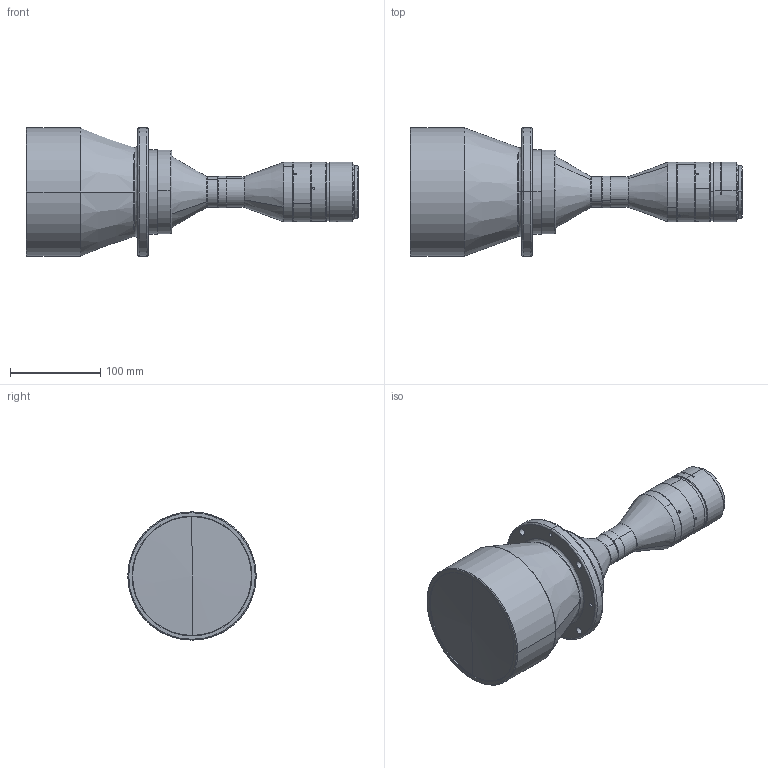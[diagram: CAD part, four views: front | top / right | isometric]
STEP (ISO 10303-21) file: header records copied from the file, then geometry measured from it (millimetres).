
FILE_DESCRIPTION (( 'STEP AP203' ), '1' );
FILE_NAME ('DTCM71M-100H-M58-AL.STEP', '2020-11-12T12:48:45', ( '' ), ( '' ), 'SwSTEP 2.0', 'SolidWorks 2017', '' );
FILE_SCHEMA (( 'CONFIG_CONTROL_DESIGN' ));
Length unit declared in the file: millimetre
Products named in the file (1): DTCM71M-100H-M58-AL
Bounding box: 367.41 x 142 x 142 mm (x, y, z)
Volume: 2525035.4 mm3; surface area: 140900.5 mm2
Topology: 1 solids, 2 shells, 151 faces, 367 edges, 235 vertices
Faces by surface type: cylinder 76, cone 36, plane 23, bspline 16
Entity records: 5654 total; most frequent: CARTESIAN_POINT 2032, DIRECTION 767, ORIENTED_EDGE 730, EDGE_CURVE 365, AXIS2_PLACEMENT_3D 322, VERTEX_POINT 235, CIRCLE 186, EDGE_LOOP 184
